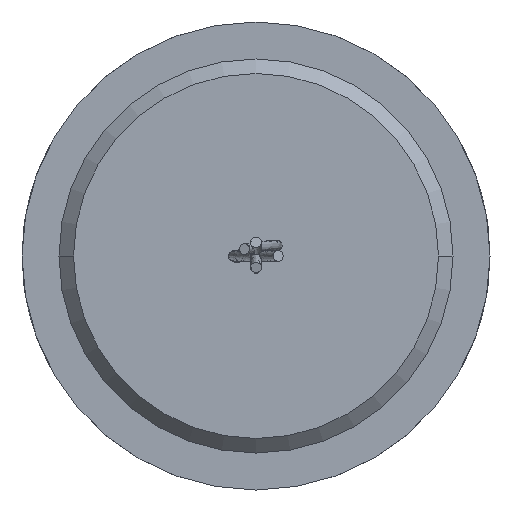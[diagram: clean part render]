
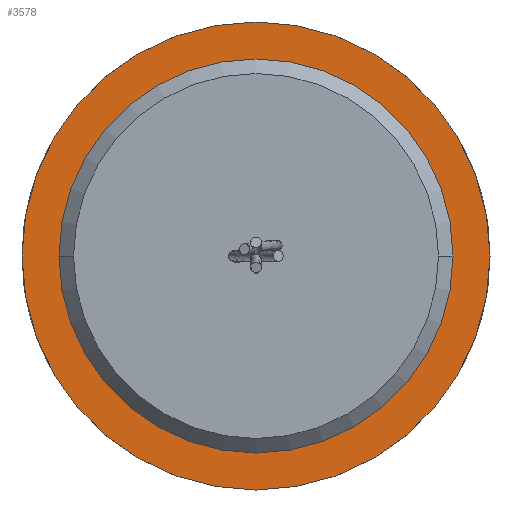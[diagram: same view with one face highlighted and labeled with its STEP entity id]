
A CAD part, front view. The second image highlights one B-rep face of the part: STEP entity #3578.
In plain terms, the highlighted planar face has unit normal (0, -1, 0).
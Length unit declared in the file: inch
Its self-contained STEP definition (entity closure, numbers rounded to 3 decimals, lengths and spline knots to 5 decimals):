
#190=CARTESIAN_POINT('',(0.31417,-0.241,0.0));
#191=VERTEX_POINT('',#190);
#207=CARTESIAN_POINT('',(-0.43083,-0.241,0.));
#208=VERTEX_POINT('',#207);
#215=CARTESIAN_POINT('',(-0.05833,-0.241,0.0));
#216=DIRECTION('',(0.0,-1.0,0.0));
#217=DIRECTION('',(1.0,0.0,0.0));
#218=AXIS2_PLACEMENT_3D('',#215,#216,#217);
#219=CIRCLE('',#218,0.3725);
#220=EDGE_CURVE('',#208,#191,#219,.T.);
#230=CARTESIAN_POINT('',(0.42417,-0.241,0.0));
#231=VERTEX_POINT('',#230);
#240=CARTESIAN_POINT('',(-0.54083,-0.241,0.));
#241=VERTEX_POINT('',#240);
#242=CARTESIAN_POINT('',(-0.05833,-0.241,0.0));
#243=DIRECTION('',(0.0,-1.0,0.0));
#244=DIRECTION('',(1.0,0.0,0.0));
#245=AXIS2_PLACEMENT_3D('',#242,#243,#244);
#246=CIRCLE('',#245,0.4825);
#247=EDGE_CURVE('',#241,#231,#246,.T.);
#3549=CARTESIAN_POINT('',(-0.05833,-0.241,0.0));
#3550=DIRECTION('',(0.0,-1.0,0.0));
#3551=DIRECTION('',(1.0,0.0,0.0));
#3552=AXIS2_PLACEMENT_3D('',#3549,#3550,#3551);
#3553=CIRCLE('',#3552,0.4825);
#3554=EDGE_CURVE('',#231,#241,#3553,.T.);
#3559=CARTESIAN_POINT('',(0.36917,-0.241,0.0));
#3560=DIRECTION('',(0.0,-1.0,0.0));
#3561=DIRECTION('',(0.0,0.0,-1.0));
#3562=AXIS2_PLACEMENT_3D('',#3559,#3560,#3561);
#3563=PLANE('',#3562);
#3564=ORIENTED_EDGE('',*,*,#3554,.T.);
#3565=ORIENTED_EDGE('',*,*,#247,.T.);
#3566=EDGE_LOOP('',(#3564,#3565));
#3567=FACE_OUTER_BOUND('',#3566,.T.);
#3568=CARTESIAN_POINT('',(-0.05833,-0.241,0.0));
#3569=DIRECTION('',(0.0,-1.0,0.0));
#3570=DIRECTION('',(1.0,0.0,0.0));
#3571=AXIS2_PLACEMENT_3D('',#3568,#3569,#3570);
#3572=CIRCLE('',#3571,0.3725);
#3573=EDGE_CURVE('',#191,#208,#3572,.T.);
#3574=ORIENTED_EDGE('',*,*,#3573,.F.);
#3575=ORIENTED_EDGE('',*,*,#220,.F.);
#3576=EDGE_LOOP('',(#3574,#3575));
#3577=FACE_BOUND('',#3576,.T.);
#3578=ADVANCED_FACE('',(#3567,#3577),#3563,.T.);
